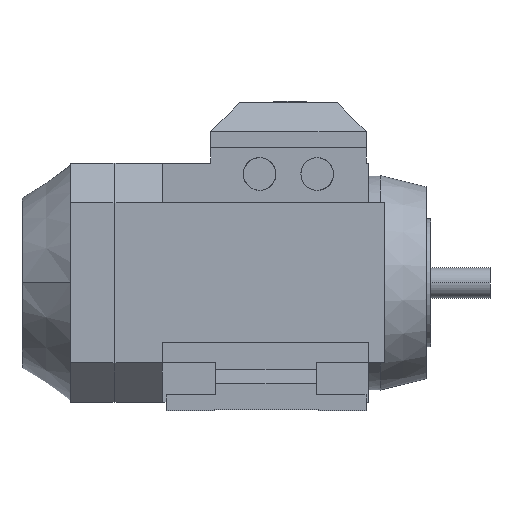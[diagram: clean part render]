
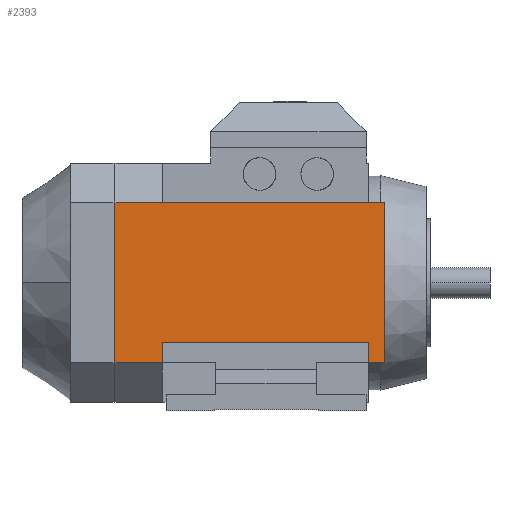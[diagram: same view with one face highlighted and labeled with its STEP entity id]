
A CAD part, left-side view. The second image highlights one B-rep face of the part: STEP entity #2393.
In plain terms, the highlighted planar face has unit normal (-1, 0, 0).
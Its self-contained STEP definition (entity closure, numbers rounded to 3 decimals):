
#188=PLANE('',#8178);
#2393=ADVANCED_FACE('',(#2608),#188,.T.);
#2608=FACE_OUTER_BOUND('',#2825,.T.);
#2825=EDGE_LOOP('',(#5021,#5022,#5023,#5024,#5025,#5026,#5027,#5028,#5029));
#3171=LINE('',#11276,#4023);
#3172=LINE('',#11279,#4024);
#3173=LINE('',#11281,#4025);
#3174=LINE('',#11283,#4026);
#3175=LINE('',#11285,#4027);
#3176=LINE('',#11287,#4028);
#3177=LINE('',#11289,#4029);
#3178=LINE('',#11291,#4030);
#3179=LINE('',#11293,#4031);
#4023=VECTOR('',#8787,1.);
#4024=VECTOR('',#8788,1.);
#4025=VECTOR('',#8789,1.);
#4026=VECTOR('',#8790,1.);
#4027=VECTOR('',#8791,1.);
#4028=VECTOR('',#8792,1.);
#4029=VECTOR('',#8793,1.);
#4030=VECTOR('',#8794,1.);
#4031=VECTOR('',#8795,1.);
#5021=ORIENTED_EDGE('',*,*,#7169,.T.);
#5022=ORIENTED_EDGE('',*,*,#7170,.T.);
#5023=ORIENTED_EDGE('',*,*,#7171,.T.);
#5024=ORIENTED_EDGE('',*,*,#7172,.T.);
#5025=ORIENTED_EDGE('',*,*,#7173,.T.);
#5026=ORIENTED_EDGE('',*,*,#7174,.T.);
#5027=ORIENTED_EDGE('',*,*,#7175,.T.);
#5028=ORIENTED_EDGE('',*,*,#7176,.T.);
#5029=ORIENTED_EDGE('',*,*,#7177,.T.);
#6095=VERTEX_POINT('',#11277);
#6096=VERTEX_POINT('',#11278);
#6097=VERTEX_POINT('',#11280);
#6098=VERTEX_POINT('',#11282);
#6099=VERTEX_POINT('',#11284);
#6100=VERTEX_POINT('',#11286);
#6101=VERTEX_POINT('',#11288);
#6102=VERTEX_POINT('',#11290);
#6103=VERTEX_POINT('',#11292);
#7169=EDGE_CURVE('',#6095,#6096,#3171,.T.);
#7170=EDGE_CURVE('',#6096,#6097,#3172,.T.);
#7171=EDGE_CURVE('',#6097,#6098,#3173,.T.);
#7172=EDGE_CURVE('',#6098,#6099,#3174,.T.);
#7173=EDGE_CURVE('',#6099,#6100,#3175,.T.);
#7174=EDGE_CURVE('',#6100,#6101,#3176,.T.);
#7175=EDGE_CURVE('',#6101,#6102,#3177,.T.);
#7176=EDGE_CURVE('',#6102,#6103,#3178,.T.);
#7177=EDGE_CURVE('',#6103,#6095,#3179,.T.);
#8178=AXIS2_PLACEMENT_3D('',#11294,#8796,#8797);
#8787=DIRECTION('',(0.,0.,-1.));
#8788=DIRECTION('',(0.,-1.,0.));
#8789=DIRECTION('',(0.,0.,1.));
#8790=DIRECTION('',(0.,-1.,0.));
#8791=DIRECTION('',(0.,0.,-1.));
#8792=DIRECTION('',(0.,-1.,0.));
#8793=DIRECTION('',(0.,0.,1.));
#8794=DIRECTION('',(0.,1.,0.));
#8795=DIRECTION('',(0.,1.,0.));
#8796=DIRECTION('',(-1.,0.,0.));
#8797=DIRECTION('',(0.,0.,1.));
#11276=CARTESIAN_POINT('',(-74.75,0.,-50.054));
#11277=CARTESIAN_POINT('',(-74.75,0.,50.054));
#11278=CARTESIAN_POINT('',(-74.75,0.,-50.054));
#11279=CARTESIAN_POINT('',(-74.75,-169.,-50.054));
#11280=CARTESIAN_POINT('',(-74.75,-30.,-50.054));
#11281=CARTESIAN_POINT('',(-74.75,-30.,-50.054));
#11282=CARTESIAN_POINT('',(-74.75,-30.,-37.054));
#11283=CARTESIAN_POINT('',(-74.75,-169.,-37.054));
#11284=CARTESIAN_POINT('',(-74.75,-159.,-37.054));
#11285=CARTESIAN_POINT('',(-74.75,-159.,-50.054));
#11286=CARTESIAN_POINT('',(-74.75,-159.,-50.054));
#11287=CARTESIAN_POINT('',(-74.75,-169.,-50.054));
#11288=CARTESIAN_POINT('',(-74.75,-169.,-50.054));
#11289=CARTESIAN_POINT('',(-74.75,-169.,-50.054));
#11290=CARTESIAN_POINT('',(-74.75,-169.,50.054));
#11291=CARTESIAN_POINT('',(-74.75,-169.,50.054));
#11292=CARTESIAN_POINT('',(-74.75,-30.,50.054));
#11293=CARTESIAN_POINT('',(-74.75,-169.,50.054));
#11294=CARTESIAN_POINT('',(-74.75,-169.,-50.054));
